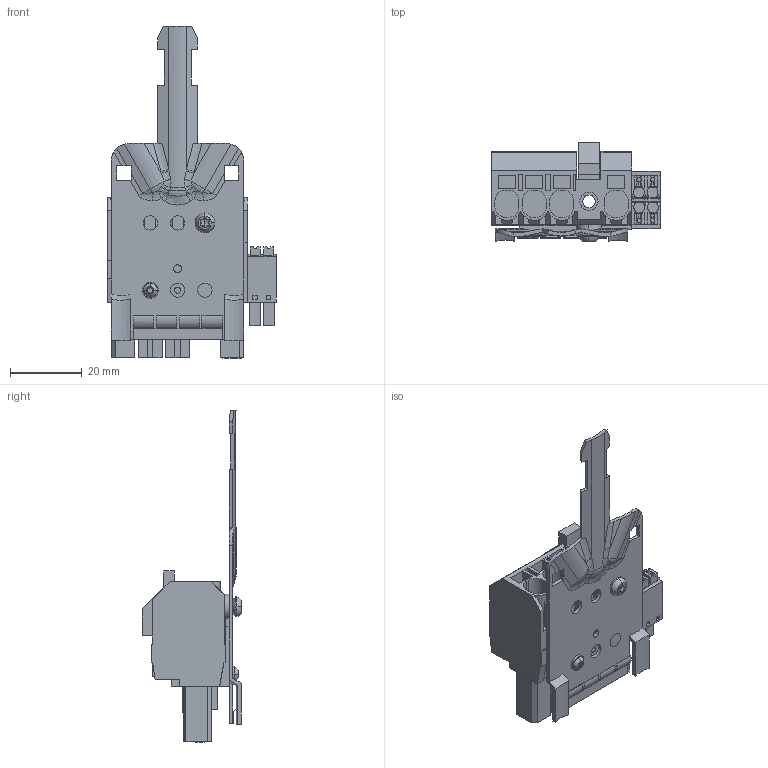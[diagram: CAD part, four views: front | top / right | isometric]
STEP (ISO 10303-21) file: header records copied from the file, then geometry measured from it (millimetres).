
FILE_DESCRIPTION(('CATIA V5 STEP','CAx-IF Rec.Pracs.--- Model Styling and Organization---1.4--- 2014-01-23'),'2;1');
FILE_NAME ('1142516-3_1_2681760000_2681760000.stp','2023-09-11T07:44:12+00:00',('none'),('Weidmueller'),'CATIA Version 5-6 Release 2016 SP3 HF44','CATIA V5 STEP AP214','none');
FILE_SCHEMA(('AUTOMOTIVE_DESIGN { 1 0 10303 214 1 1 1 1 }'));
Length unit declared in the file: millimetre
Products named in the file (1): 2681760000
Bounding box: 47.03 x 27.87 x 92.6 mm (x, y, z)
Volume: 26182.8 mm3; surface area: 18845 mm2
Topology: 10 solids, 10 shells, 970 faces, 2725 edges, 1806 vertices
Faces by surface type: plane 709, cylinder 143, bspline 86, sphere 12, revolution 10, cone 8, extrusion 2
Entity records: 34577 total; most frequent: CARTESIAN_POINT 10716, ORIENTED_EDGE 5438, DIRECTION 3608, EDGE_CURVE 2719, VECTOR 2053, LINE 2051, VERTEX_POINT 1806, EDGE_LOOP 1043
